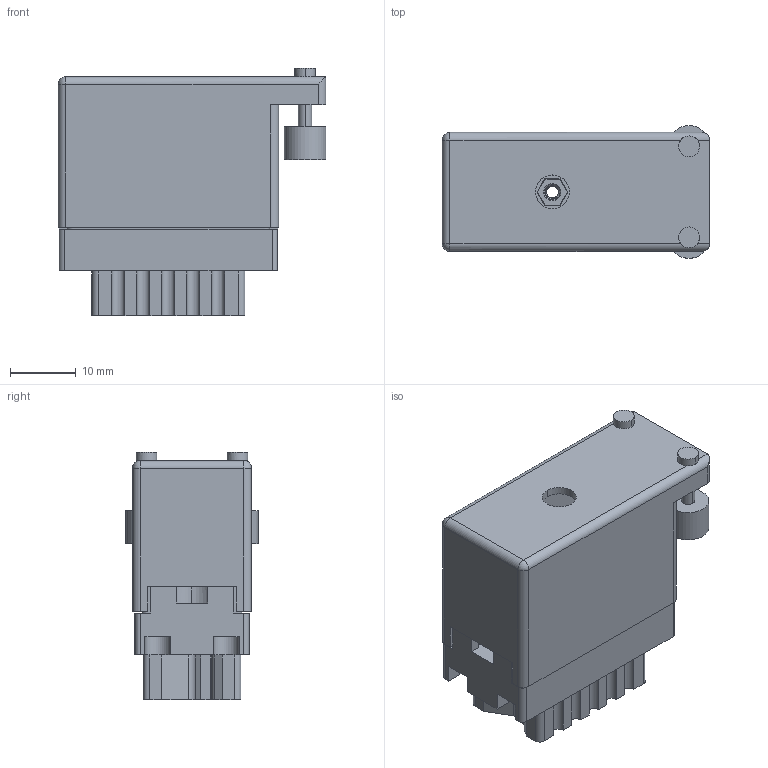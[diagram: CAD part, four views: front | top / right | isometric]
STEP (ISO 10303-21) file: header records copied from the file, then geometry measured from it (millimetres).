
FILE_DESCRIPTION (( 'STEP AP203' ), '1' );
FILE_NAME ('516-020-500-426.STEP', '2020-03-04T17:58:18', ( '' ), ( '' ), 'SwSTEP 2.0', 'SolidWorks 2016', '' );
FILE_SCHEMA (( 'CONFIG_CONTROL_DESIGN' ));
Length unit declared in the file: inch
Products named in the file (5): 516 Part Receptacle_020; 516-020-500-426; 516-230-001_Plastic - 020 Side Entry; 516-252-025-100_516-252-025-100; 516-292-001_500 Contact
Assembly tree (23 placements, depth 2):
  516-020-500-426
    516 Part Receptacle_020
    516-292-001_500 Contact  x20
    516-230-001_Plastic - 020 Side Entry
    516-252-025-100_516-252-025-100
Bounding box: 40.87 x 20.24 x 37.77 mm (x, y, z)
Volume: 9696.1 mm3; surface area: 18284.5 mm2
Topology: 23 solids, 23 shells, 2247 faces, 6511 edges, 4317 vertices
Faces by surface type: plane 1315, cylinder 796, bspline 123, cone 11, sphere 2
Entity records: 30491 total; most frequent: CARTESIAN_POINT 7728, ORIENTED_EDGE 4658, DIRECTION 4482, EDGE_CURVE 2329, VECTOR 1624, LINE 1624, VERTEX_POINT 1543, AXIS2_PLACEMENT_3D 1429
